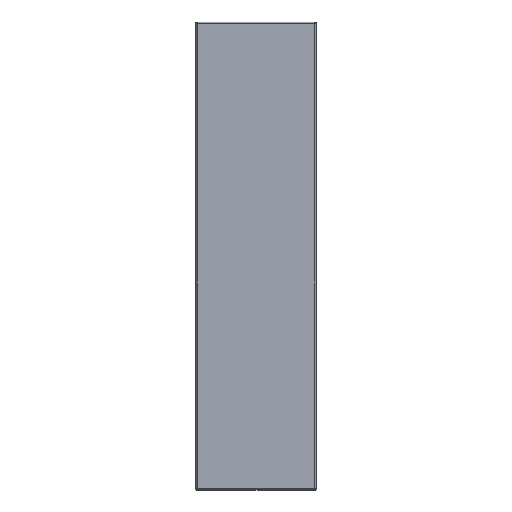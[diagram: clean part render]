
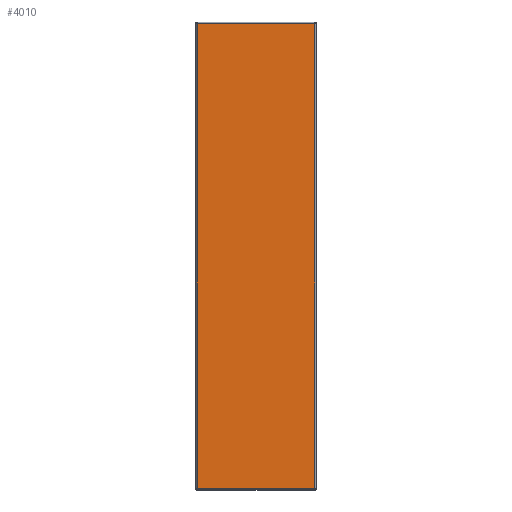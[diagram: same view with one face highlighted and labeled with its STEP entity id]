
A CAD part, top view. The second image highlights one B-rep face of the part: STEP entity #4010.
In plain terms, the highlighted planar face has unit normal (0, 0, 1).
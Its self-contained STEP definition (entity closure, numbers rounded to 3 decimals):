
#1333=DIRECTION('',(1.,0.,0.));
#1334=VECTOR('',#1333,21.458);
#1335=CARTESIAN_POINT('',(-21.979,42.579,4.6));
#1336=LINE('',#1335,#1334);
#1365=DIRECTION('',(0.,-1.,0.));
#1366=VECTOR('',#1365,85.158);
#1367=CARTESIAN_POINT('',(-0.521,42.579,4.6));
#1368=LINE('',#1367,#1366);
#1424=DIRECTION('',(-1.,0.,0.));
#1425=VECTOR('',#1424,21.458);
#1426=CARTESIAN_POINT('',(-0.521,-42.579,4.6));
#1427=LINE('',#1426,#1425);
#1443=DIRECTION('',(0.,1.,0.));
#1444=VECTOR('',#1443,85.158);
#1445=CARTESIAN_POINT('',(-21.979,-42.579,4.6));
#1446=LINE('',#1445,#1444);
#1851=CARTESIAN_POINT('',(-0.521,-42.579,4.6));
#1852=CARTESIAN_POINT('',(-21.979,-42.579,4.6));
#1853=VERTEX_POINT('',#1851);
#1854=VERTEX_POINT('',#1852);
#1901=CARTESIAN_POINT('',(-21.979,42.579,4.6));
#1902=VERTEX_POINT('',#1901);
#1964=CARTESIAN_POINT('',(-0.521,42.579,4.6));
#1965=VERTEX_POINT('',#1964);
#3999=CARTESIAN_POINT('',(0.,0.,4.6));
#4000=DIRECTION('',(0.,0.,1.));
#4001=DIRECTION('',(1.,0.,0.));
#4002=AXIS2_PLACEMENT_3D('',#3999,#4000,#4001);
#4003=PLANE('',#4002);
#4004=ORIENTED_EDGE('',*,*,#3856,.T.);
#4005=ORIENTED_EDGE('',*,*,#3885,.T.);
#4006=ORIENTED_EDGE('',*,*,#3969,.T.);
#4007=ORIENTED_EDGE('',*,*,#3992,.T.);
#4008=EDGE_LOOP('',(#4004,#4005,#4006,#4007));
#4009=FACE_OUTER_BOUND('',#4008,.F.);
#3856=EDGE_CURVE('',#1902,#1965,#1336,.T.);
#3885=EDGE_CURVE('',#1965,#1853,#1368,.T.);
#3969=EDGE_CURVE('',#1853,#1854,#1427,.T.);
#3992=EDGE_CURVE('',#1854,#1902,#1446,.T.);
#4010=ADVANCED_FACE('',(#4009),#4003,.T.);
